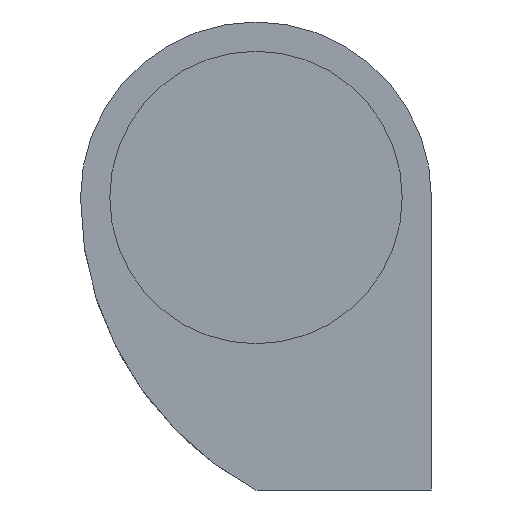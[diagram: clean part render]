
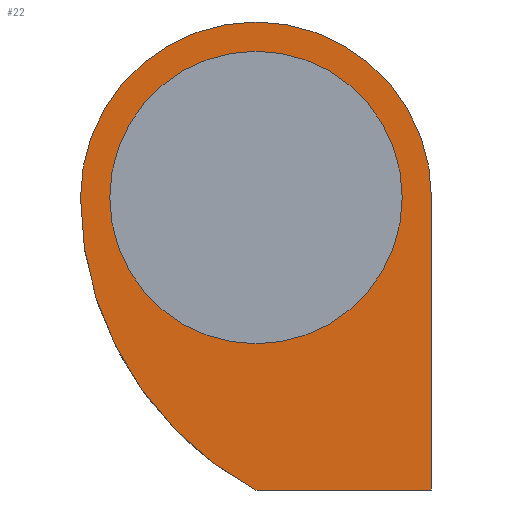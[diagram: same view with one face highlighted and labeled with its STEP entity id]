
A CAD part, front view. The second image highlights one B-rep face of the part: STEP entity #22.
In plain terms, the highlighted planar face has unit normal (0, -1, 0).
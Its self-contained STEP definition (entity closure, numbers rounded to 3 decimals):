
#2 = AXIS2_PLACEMENT_3D ( 'NONE', #217, #420, #289 ) ;
#22 = ADVANCED_FACE ( 'NONE', ( #324, #482 ), #581, .F. ) ;
#27 = CARTESIAN_POINT ( 'NONE',  ( 0., -1.5, 2.5 ) ) ;
#50 = CARTESIAN_POINT ( 'NONE',  ( 3., -1.5, 0. ) ) ;
#60 = CARTESIAN_POINT ( 'NONE',  ( 0., -1.5, 2.5 ) ) ;
#63 = VERTEX_POINT ( 'NONE', #430 ) ;
#66 = VERTEX_POINT ( 'NONE', #159 ) ;
#73 = CIRCLE ( 'NONE', #2, 2.5 ) ;
#81 = DIRECTION ( 'NONE',  ( 0., 0., 1. ) ) ;
#97 = DIRECTION ( 'NONE',  ( -1., 0., 0. ) ) ;
#104 = LINE ( 'NONE', #50, #113 ) ;
#113 = VECTOR ( 'NONE', #155, 1000. ) ;
#116 = DIRECTION ( 'NONE',  ( 0., 0., 1. ) ) ;
#117 = EDGE_CURVE ( 'NONE', #350, #570, #200, .T. ) ;
#129 = EDGE_CURVE ( 'NONE', #516, #285, #582, .T. ) ;
#141 = ORIENTED_EDGE ( 'NONE', *, *, #212, .F. ) ;
#143 = LINE ( 'NONE', #355, #225 ) ;
#155 = DIRECTION ( 'NONE',  ( 0., 0., -1. ) ) ;
#159 = CARTESIAN_POINT ( 'NONE',  ( 3., -1.5, -2.5 ) ) ;
#194 = ORIENTED_EDGE ( 'NONE', *, *, #442, .F. ) ;
#198 = CARTESIAN_POINT ( 'NONE',  ( 0., -1.5, 5.5 ) ) ;
#200 = CIRCLE ( 'NONE', #279, 2.5 ) ;
#212 = EDGE_CURVE ( 'NONE', #345, #516, #637, .T. ) ;
#217 = CARTESIAN_POINT ( 'NONE',  ( 0., -1.5, 2.5 ) ) ;
#221 = CARTESIAN_POINT ( 'NONE',  ( 0., -1.5, 0. ) ) ;
#225 = VECTOR ( 'NONE', #97, 1000. ) ;
#234 = EDGE_CURVE ( 'NONE', #285, #63, #445, .T. ) ;
#235 = CARTESIAN_POINT ( 'NONE',  ( 2.667, -1.5, 2.5 ) ) ;
#267 = EDGE_LOOP ( 'NONE', ( #383, #141, #194, #362, #542 ) ) ;
#278 = CARTESIAN_POINT ( 'NONE',  ( 0., -1.5, 5. ) ) ;
#279 = AXIS2_PLACEMENT_3D ( 'NONE', #576, #317, #478 ) ;
#285 = VERTEX_POINT ( 'NONE', #198 ) ;
#289 = DIRECTION ( 'NONE',  ( 0., 0., -1. ) ) ;
#317 = DIRECTION ( 'NONE',  ( 0., -1., 0. ) ) ;
#324 = FACE_BOUND ( 'NONE', #523, .T. ) ;
#338 = ORIENTED_EDGE ( 'NONE', *, *, #117, .F. ) ;
#345 = VERTEX_POINT ( 'NONE', #673 ) ;
#350 = VERTEX_POINT ( 'NONE', #354 ) ;
#354 = CARTESIAN_POINT ( 'NONE',  ( 0., -1.5, 0. ) ) ;
#355 = CARTESIAN_POINT ( 'NONE',  ( 0., -1.5, -2.5 ) ) ;
#362 = ORIENTED_EDGE ( 'NONE', *, *, #372, .F. ) ;
#366 = DIRECTION ( 'NONE',  ( 0., 1., 0. ) ) ;
#371 = DIRECTION ( 'NONE',  ( 0., 0., 1. ) ) ;
#372 = EDGE_CURVE ( 'NONE', #63, #66, #104, .T. ) ;
#383 = ORIENTED_EDGE ( 'NONE', *, *, #129, .F. ) ;
#420 = DIRECTION ( 'NONE',  ( 0., -1., 0. ) ) ;
#430 = CARTESIAN_POINT ( 'NONE',  ( 3., -1.5, 2.5 ) ) ;
#439 = DIRECTION ( 'NONE',  ( 0., 0., 1. ) ) ;
#442 = EDGE_CURVE ( 'NONE', #66, #345, #143, .T. ) ;
#444 = AXIS2_PLACEMENT_3D ( 'NONE', #221, #366, #116 ) ;
#445 = CIRCLE ( 'NONE', #603, 3. ) ;
#460 = CARTESIAN_POINT ( 'NONE',  ( -3., -1.5, 2.5 ) ) ;
#478 = DIRECTION ( 'NONE',  ( 0., 0., -1. ) ) ;
#482 = FACE_OUTER_BOUND ( 'NONE', #267, .T. ) ;
#498 = DIRECTION ( 'NONE',  ( 0., 1., 0. ) ) ;
#516 = VERTEX_POINT ( 'NONE', #460 ) ;
#523 = EDGE_LOOP ( 'NONE', ( #636, #338 ) ) ;
#529 = DIRECTION ( 'NONE',  ( 0., 1., 0. ) ) ;
#542 = ORIENTED_EDGE ( 'NONE', *, *, #234, .F. ) ;
#570 = VERTEX_POINT ( 'NONE', #278 ) ;
#576 = CARTESIAN_POINT ( 'NONE',  ( 0., -1.5, 2.5 ) ) ;
#581 = PLANE ( 'NONE',  #444 ) ;
#582 = CIRCLE ( 'NONE', #617, 3. ) ;
#603 = AXIS2_PLACEMENT_3D ( 'NONE', #27, #498, #439 ) ;
#617 = AXIS2_PLACEMENT_3D ( 'NONE', #60, #529, #371 ) ;
#624 = EDGE_CURVE ( 'NONE', #570, #350, #73, .T. ) ;
#636 = ORIENTED_EDGE ( 'NONE', *, *, #624, .F. ) ;
#637 = CIRCLE ( 'NONE', #669, 5.667 ) ;
#654 = DIRECTION ( 'NONE',  ( 0., 1., 0. ) ) ;
#669 = AXIS2_PLACEMENT_3D ( 'NONE', #235, #654, #81 ) ;
#673 = CARTESIAN_POINT ( 'NONE',  ( 0., -1.5, -2.5 ) ) ;
